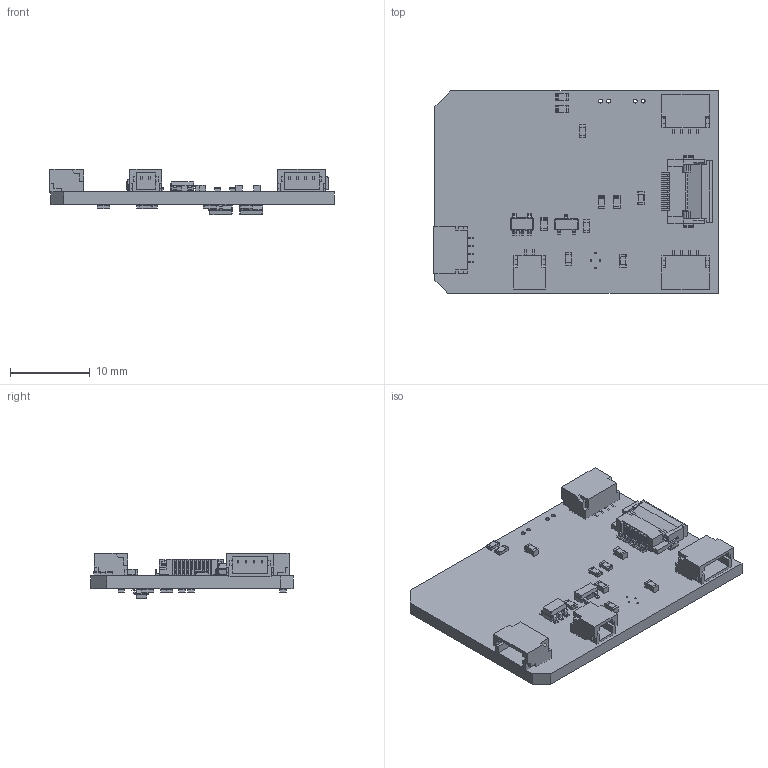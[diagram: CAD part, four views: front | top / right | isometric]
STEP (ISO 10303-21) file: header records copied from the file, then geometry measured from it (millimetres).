
FILE_DESCRIPTION(('KiCad electronic assembly'),'2;1');
FILE_NAME('watch.step','2020-02-17T23:30:10',('An Author'),('A Company') ,'Open CASCADE STEP processor 6.9','KiCad to STEP converter','Unknown' );
FILE_SCHEMA(('AUTOMOTIVE_DESIGN { 1 0 10303 214 1 1 1 1 }'));
Length unit declared in the file: millimetre
Products named in the file (18): Open CASCADE STEP translator 6.9 1; C_0603_1608Metric; SOLID; ffc; COMPOUND; L_0603_1608Metric; SOT-23; R_0603_1608Metric; SOT-23-5; jst; jst2
Assembly tree (37 placements, depth 3):
  Open CASCADE STEP translator 6.9 1
    C_0603_1608Metric  x4
      SOLID
    ffc
      COMPOUND
    L_0603_1608Metric
      SOLID
    SOT-23  x3
      SOLID
    R_0603_1608Metric  x14
      SOLID
    SOT-23-5
      SOLID
    jst  x3
      SOLID
    jst2
      SOLID
    COMPOUND
Bounding box: 35.74 x 25.4 x 5.66 mm (x, y, z)
Volume: 1701.1 mm3; surface area: 3042.3 mm2
Topology: 29 solids, 29 shells, 1657 faces, 4443 edges, 2866 vertices
Faces by surface type: plane 1233, cylinder 314, bspline 110
Full cylindrical faces by diameter (mm): 0.2 x4, 0.5 x4
Entity records: 64516 total; most frequent: CARTESIAN_POINT 11242, DIRECTION 9249, LINE 6713, VECTOR 6713, ORIENTED_EDGE 4990, PCURVE 4990, DEFINITIONAL_REPRESENTATION 4990, EDGE_CURVE 2495
